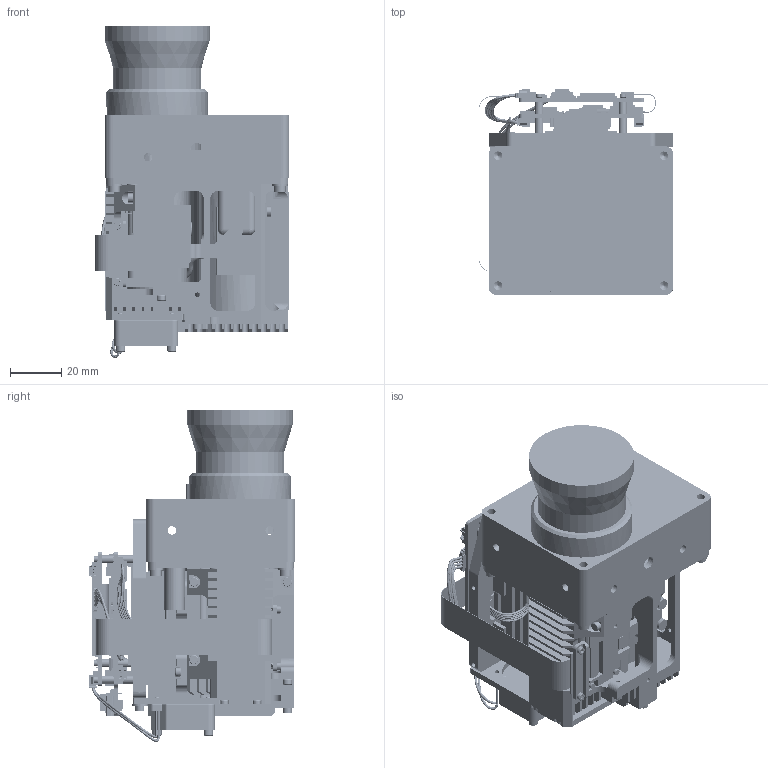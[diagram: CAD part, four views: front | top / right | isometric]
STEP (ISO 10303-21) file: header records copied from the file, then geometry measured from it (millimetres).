
FILE_DESCRIPTION (( 'STEP AP214' ), '1' );
FILE_NAME ('20-70004 Mechanical ICD, Ventus HD6 30mm RevC.STEP', '2024-11-16T01:08:58', ( '' ), ( '' ), 'SwSTEP 2.0', 'SolidWorks 2023', '' );
FILE_SCHEMA (( 'AUTOMOTIVE_DESIGN' ));
Length unit declared in the file: millimetre
Products named in the file (1): 20-70004 Mechanical ICD, Ventus HD6 30mm RevC
Bounding box: 75.86 x 80.42 x 129.39 mm (x, y, z)
Volume: 249910.7 mm3; surface area: 127679.3 mm2
Topology: 52 solids, 60 shells, 6017 faces, 16097 edges, 10501 vertices
Faces by surface type: plane 4651, cylinder 962, cone 258, bspline 115, torus 23, sphere 8
Full cylindrical faces by diameter (mm): 0.203 x6, 0.3 x2, 0.4 x1, 0.508 x28, 0.8 x3, 0.9 x3, 0.991 x3, 1.191 x4, 1.2 x2, 1.25 x4, 1.3 x1, 1.5 x5, 1.524 x160, 1.626 x8, 1.75 x4, 1.778 x17, 1.8 x8, 2 x4, 2.05 x2, 2.375 x4, 2.388 x3, 2.438 x8, 2.5 x5, 2.8 x3, 3 x6, 3.175 x8, 3.3 x12, 3.4 x2, 3.556 x2, 3.572 x18
Entity records: 239246 total; most frequent: CARTESIAN_POINT 95075, ORIENTED_EDGE 30238, DIRECTION 27749, EDGE_CURVE 15119, LINE 12697, VECTOR 12697, VERTEX_POINT 10056, AXIS2_PLACEMENT_3D 7526
